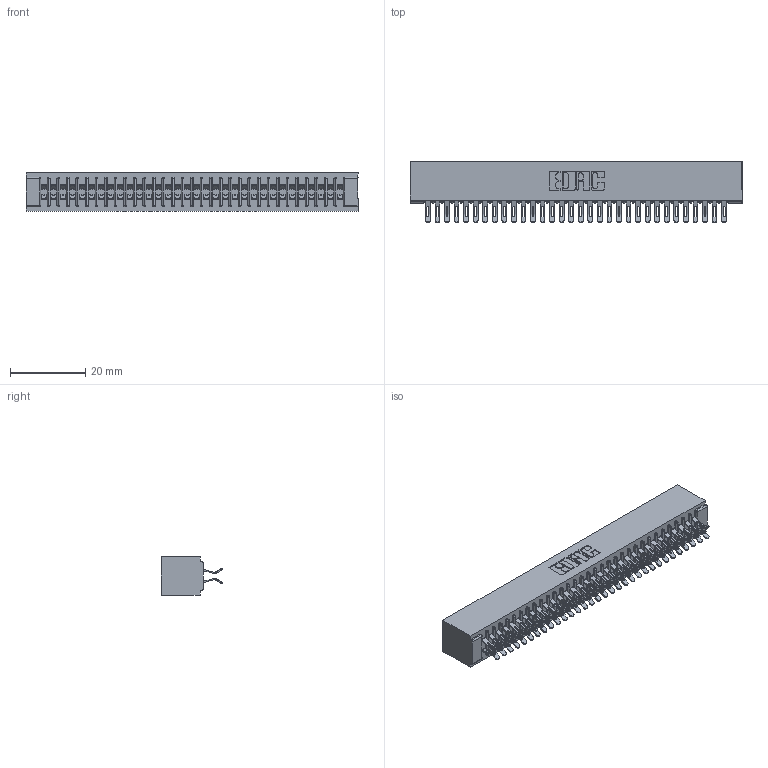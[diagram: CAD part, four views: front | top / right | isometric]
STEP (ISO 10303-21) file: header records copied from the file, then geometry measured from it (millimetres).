
FILE_DESCRIPTION (( 'STEP AP203' ), '1' );
FILE_NAME ('341-064-555-201.STEP', '2018-08-07T18:21:10', ( '' ), ( '' ), 'SwSTEP 2.0', 'SolidWorks 2016', '' );
FILE_SCHEMA (( 'CONFIG_CONTROL_DESIGN' ));
Length unit declared in the file: inch
Products named in the file (3): 341 Part_No Mounting Lugs; 341-292-001_341-292-155; 341-064-555-201
Assembly tree (65 placements, depth 2):
  341-064-555-201
    341 Part_No Mounting Lugs
    341-292-001_341-292-155  x64
Bounding box: 88.27 x 16.31 x 10.16 mm (x, y, z)
Volume: 6826.3 mm3; surface area: 12986.4 mm2
Topology: 65 solids, 65 shells, 5100 faces, 15236 edges, 9918 vertices
Faces by surface type: plane 2752, cylinder 2220, sphere 66, torus 62
Entity records: 40251 total; most frequent: CARTESIAN_POINT 6706, ORIENTED_EDGE 6652, DIRECTION 6504, EDGE_CURVE 3326, LINE 2664, VECTOR 2664, VERTEX_POINT 2106, AXIS2_PLACEMENT_3D 1920
